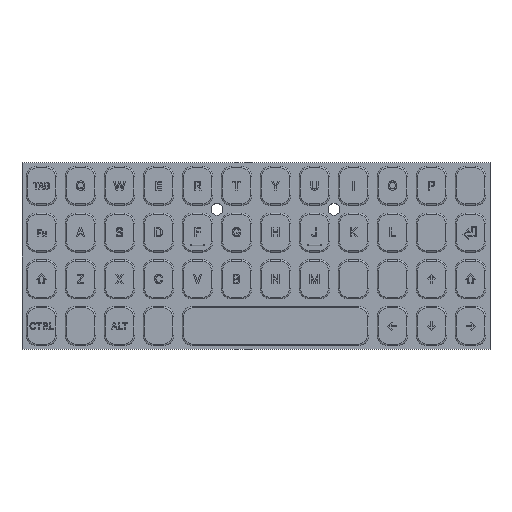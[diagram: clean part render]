
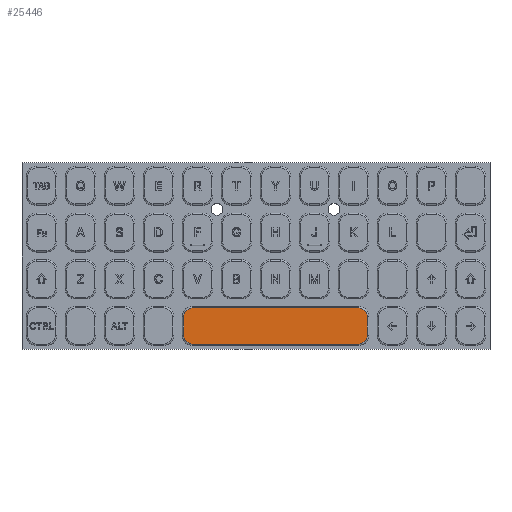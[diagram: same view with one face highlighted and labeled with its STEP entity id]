
A CAD part, top view. The second image highlights one B-rep face of the part: STEP entity #25446.
In plain terms, the highlighted planar face has unit normal (0, 0, 1).
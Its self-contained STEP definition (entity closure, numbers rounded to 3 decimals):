
#1046=PLANE('',#27569);
#2134=LINE('',#38529,#4542);
#2136=LINE('',#38541,#4544);
#2138=LINE('',#38553,#4546);
#2140=LINE('',#38562,#4548);
#4542=VECTOR('',#31305,10.);
#4544=VECTOR('',#31319,10.);
#4546=VECTOR('',#31333,10.);
#4548=VECTOR('',#31345,10.);
#7320=FACE_OUTER_BOUND('',#8906,.T.);
#8906=EDGE_LOOP('',(#19023,#19024,#19025,#19026,#19027,#19028,#19029,#19030));
#10738=CIRCLE('',#27543,1.5);
#10741=CIRCLE('',#27548,1.5);
#10745=CIRCLE('',#27554,1.5);
#10749=CIRCLE('',#27560,1.5);
#11856=VERTEX_POINT('',#38517);
#11859=VERTEX_POINT('',#38522);
#11861=VERTEX_POINT('',#38527);
#11863=VERTEX_POINT('',#38533);
#11865=VERTEX_POINT('',#38539);
#11867=VERTEX_POINT('',#38545);
#11869=VERTEX_POINT('',#38551);
#11871=VERTEX_POINT('',#38557);
#14569=EDGE_CURVE('',#11859,#11856,#10738,.T.);
#14571=EDGE_CURVE('',#11861,#11859,#2134,.T.);
#14574=EDGE_CURVE('',#11863,#11861,#10741,.T.);
#14577=EDGE_CURVE('',#11865,#11863,#2136,.T.);
#14580=EDGE_CURVE('',#11867,#11865,#10745,.T.);
#14583=EDGE_CURVE('',#11869,#11867,#2138,.T.);
#14586=EDGE_CURVE('',#11871,#11869,#10749,.T.);
#14588=EDGE_CURVE('',#11856,#11871,#2140,.T.);
#19023=ORIENTED_EDGE('',*,*,#14569,.F.);
#19024=ORIENTED_EDGE('',*,*,#14571,.F.);
#19025=ORIENTED_EDGE('',*,*,#14574,.F.);
#19026=ORIENTED_EDGE('',*,*,#14577,.F.);
#19027=ORIENTED_EDGE('',*,*,#14580,.F.);
#19028=ORIENTED_EDGE('',*,*,#14583,.F.);
#19029=ORIENTED_EDGE('',*,*,#14586,.F.);
#19030=ORIENTED_EDGE('',*,*,#14588,.F.);
#25446=ADVANCED_FACE('',(#7320),#1046,.T.);
#27543=AXIS2_PLACEMENT_3D('',#38524,#31299,#31300);
#27548=AXIS2_PLACEMENT_3D('',#38535,#31311,#31312);
#27554=AXIS2_PLACEMENT_3D('',#38547,#31325,#31326);
#27560=AXIS2_PLACEMENT_3D('',#38559,#31339,#31340);
#27569=AXIS2_PLACEMENT_3D('',#38582,#31366,#31367);
#31299=DIRECTION('center_axis',(0.,0.,-1.));
#31300=DIRECTION('ref_axis',(-0.707,-0.707,0.));
#31305=DIRECTION('',(-1.,0.,0.));
#31311=DIRECTION('center_axis',(0.,0.,-1.));
#31312=DIRECTION('ref_axis',(0.707,-0.707,0.));
#31319=DIRECTION('',(0.,-1.,0.));
#31325=DIRECTION('center_axis',(0.,0.,-1.));
#31326=DIRECTION('ref_axis',(0.707,0.707,0.));
#31333=DIRECTION('',(1.,0.,0.));
#31339=DIRECTION('center_axis',(0.,0.,-1.));
#31340=DIRECTION('ref_axis',(-0.707,0.707,0.));
#31345=DIRECTION('',(0.,1.,0.));
#31366=DIRECTION('center_axis',(0.,0.,1.));
#31367=DIRECTION('ref_axis',(1.,0.,0.));
#38517=CARTESIAN_POINT('',(-12.25,-13.4,2.5));
#38522=CARTESIAN_POINT('',(-10.75,-14.9,2.5));
#38524=CARTESIAN_POINT('Origin',(-10.75,-13.4,2.5));
#38527=CARTESIAN_POINT('',(17.35,-14.9,2.5));
#38529=CARTESIAN_POINT('',(-3.725,-14.9,2.5));
#38533=CARTESIAN_POINT('',(18.85,-13.4,2.5));
#38535=CARTESIAN_POINT('Origin',(17.35,-13.4,2.5));
#38539=CARTESIAN_POINT('',(18.85,-10.3,2.5));
#38541=CARTESIAN_POINT('',(18.85,-12.625,2.5));
#38545=CARTESIAN_POINT('',(17.35,-8.8,2.5));
#38547=CARTESIAN_POINT('Origin',(17.35,-10.3,2.5));
#38551=CARTESIAN_POINT('',(-10.75,-8.8,2.5));
#38553=CARTESIAN_POINT('',(10.325,-8.8,2.5));
#38557=CARTESIAN_POINT('',(-12.25,-10.3,2.5));
#38559=CARTESIAN_POINT('Origin',(-10.75,-10.3,2.5));
#38562=CARTESIAN_POINT('',(-12.25,-11.075,2.5));
#38582=CARTESIAN_POINT('Origin',(3.3,-11.85,2.5));
